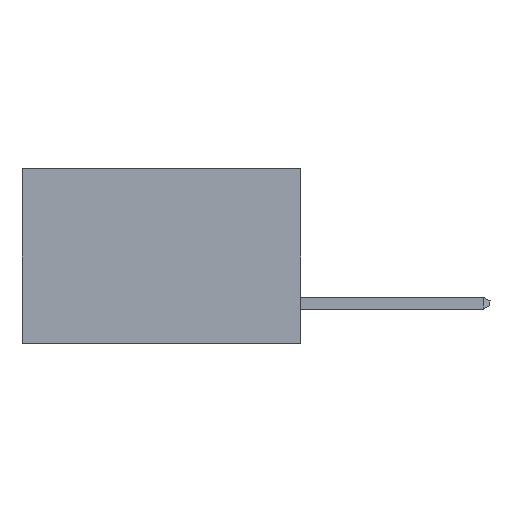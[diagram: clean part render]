
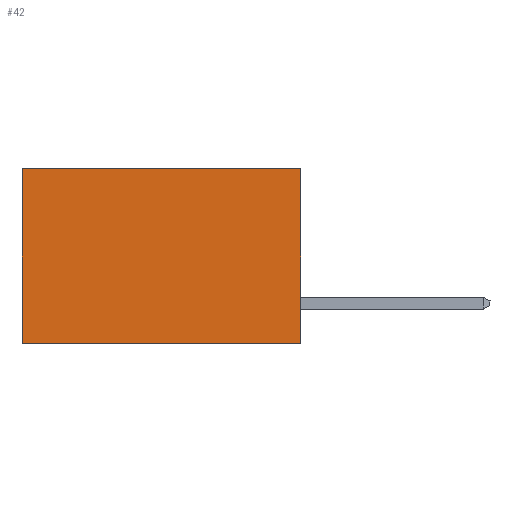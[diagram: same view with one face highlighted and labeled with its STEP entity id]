
A CAD part, left-side view. The second image highlights one B-rep face of the part: STEP entity #42.
In plain terms, the highlighted planar face has unit normal (-1, 0, 0).
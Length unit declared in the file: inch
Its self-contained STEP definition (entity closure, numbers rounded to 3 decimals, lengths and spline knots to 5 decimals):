
#42 = ADVANCED_FACE ( 'NONE', ( #7864 ), #11172, .F. ) ;
#813 = EDGE_CURVE ( 'NONE', #4261, #3288, #881, .T. ) ;
#826 = ORIENTED_EDGE ( 'NONE', *, *, #6593, .T. ) ;
#881 = LINE ( 'NONE', #14076, #4054 ) ;
#1084 = LINE ( 'NONE', #4206, #7456 ) ;
#1158 = VERTEX_POINT ( 'NONE', #9353 ) ;
#1455 = EDGE_CURVE ( 'NONE', #5320, #3288, #14416, .T. ) ;
#1489 = EDGE_CURVE ( 'NONE', #1158, #5320, #1084, .T. ) ;
#2700 = ORIENTED_EDGE ( 'NONE', *, *, #1489, .F. ) ;
#2766 = LINE ( 'NONE', #4798, #8453 ) ;
#3288 = VERTEX_POINT ( 'NONE', #14633 ) ;
#3416 = DIRECTION ( 'NONE',  ( 0., 0., -1. ) ) ;
#4054 = VECTOR ( 'NONE', #8979, 39.37008 ) ;
#4206 = CARTESIAN_POINT ( 'NONE',  ( 0.277, 0., -0.37 ) ) ;
#4261 = VERTEX_POINT ( 'NONE', #15040 ) ;
#4798 = CARTESIAN_POINT ( 'NONE',  ( 0.277, 0., 0. ) ) ;
#5033 = ORIENTED_EDGE ( 'NONE', *, *, #813, .T. ) ;
#5320 = VERTEX_POINT ( 'NONE', #6277 ) ;
#5954 = VECTOR ( 'NONE', #7982, 39.37008 ) ;
#6124 = ORIENTED_EDGE ( 'NONE', *, *, #1455, .F. ) ;
#6277 = CARTESIAN_POINT ( 'NONE',  ( 0.277, 0., -0.37 ) ) ;
#6593 = EDGE_CURVE ( 'NONE', #1158, #4261, #2766, .T. ) ;
#7162 = CARTESIAN_POINT ( 'NONE',  ( 0.277, 0., -0.37 ) ) ;
#7456 = VECTOR ( 'NONE', #3416, 39.37008 ) ;
#7864 = FACE_OUTER_BOUND ( 'NONE', #10559, .T. ) ;
#7982 = DIRECTION ( 'NONE',  ( 0., 1., 0. ) ) ;
#8073 = AXIS2_PLACEMENT_3D ( 'NONE', #12084, #9864, #9669 ) ;
#8453 = VECTOR ( 'NONE', #14676, 39.37008 ) ;
#8979 = DIRECTION ( 'NONE',  ( 0., 0., -1. ) ) ;
#9353 = CARTESIAN_POINT ( 'NONE',  ( 0.277, 0., 0. ) ) ;
#9669 = DIRECTION ( 'NONE',  ( 0., 0., -1. ) ) ;
#9864 = DIRECTION ( 'NONE',  ( 1., 0., 0. ) ) ;
#10559 = EDGE_LOOP ( 'NONE', ( #5033, #6124, #2700, #826 ) ) ;
#11172 = PLANE ( 'NONE',  #8073 ) ;
#12084 = CARTESIAN_POINT ( 'NONE',  ( 0.277, 0., -0.37 ) ) ;
#14076 = CARTESIAN_POINT ( 'NONE',  ( 0.277, 0.59, -0.37 ) ) ;
#14416 = LINE ( 'NONE', #7162, #5954 ) ;
#14633 = CARTESIAN_POINT ( 'NONE',  ( 0.277, 0.59, -0.37 ) ) ;
#14676 = DIRECTION ( 'NONE',  ( 0., 1., 0. ) ) ;
#15040 = CARTESIAN_POINT ( 'NONE',  ( 0.277, 0.59, 0. ) ) ;
